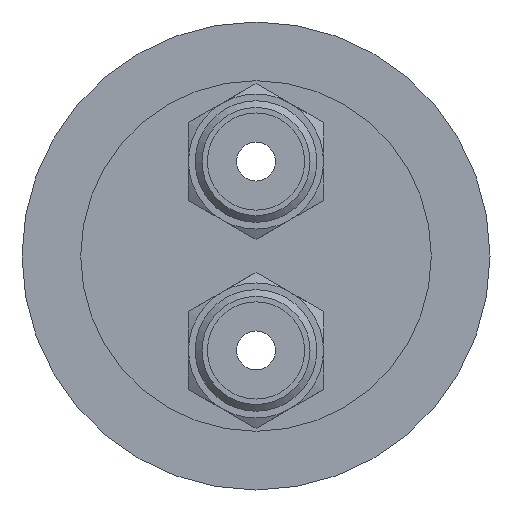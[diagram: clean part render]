
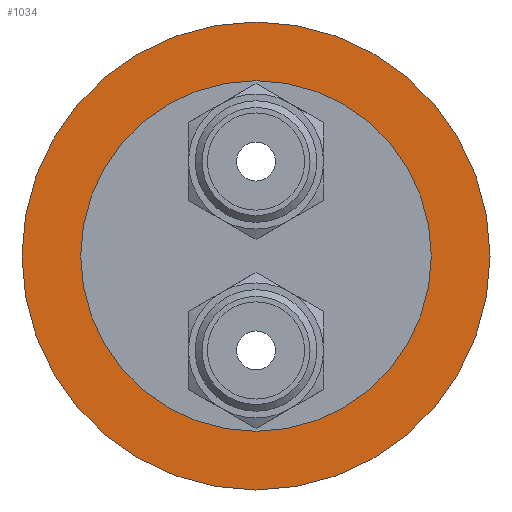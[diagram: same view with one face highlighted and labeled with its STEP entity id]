
A CAD part, front view. The second image highlights one B-rep face of the part: STEP entity #1034.
In plain terms, the highlighted planar face has unit normal (0, -1, 0).
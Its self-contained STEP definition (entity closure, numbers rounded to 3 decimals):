
#195=FACE_BOUND('',#317,.T.);
#215=PLANE('',#1306);
#248=FACE_OUTER_BOUND('',#316,.T.);
#316=EDGE_LOOP('',(#786,#787));
#317=EDGE_LOOP('',(#788,#789));
#453=CIRCLE('',#1294,27.5);
#454=CIRCLE('',#1295,27.5);
#459=CIRCLE('',#1304,20.6);
#460=CIRCLE('',#1305,20.6);
#530=VERTEX_POINT('',#1842);
#531=VERTEX_POINT('',#1844);
#536=VERTEX_POINT('',#1860);
#537=VERTEX_POINT('',#1862);
#624=EDGE_CURVE('',#530,#531,#453,.T.);
#625=EDGE_CURVE('',#531,#530,#454,.T.);
#632=EDGE_CURVE('',#537,#536,#459,.T.);
#633=EDGE_CURVE('',#536,#537,#460,.T.);
#786=ORIENTED_EDGE('',*,*,#625,.F.);
#787=ORIENTED_EDGE('',*,*,#624,.F.);
#788=ORIENTED_EDGE('',*,*,#632,.T.);
#789=ORIENTED_EDGE('',*,*,#633,.T.);
#1034=ADVANCED_FACE('',(#248,#195),#215,.T.);
#1294=AXIS2_PLACEMENT_3D('',#1845,#1489,#1490);
#1295=AXIS2_PLACEMENT_3D('',#1846,#1491,#1492);
#1304=AXIS2_PLACEMENT_3D('',#1863,#1511,#1512);
#1305=AXIS2_PLACEMENT_3D('',#1864,#1513,#1514);
#1306=AXIS2_PLACEMENT_3D('',#1865,#1515,#1516);
#1489=DIRECTION('center_axis',(0.,1.,0.));
#1490=DIRECTION('ref_axis',(1.,0.,0.));
#1491=DIRECTION('center_axis',(0.,1.,0.));
#1492=DIRECTION('ref_axis',(1.,0.,0.));
#1511=DIRECTION('center_axis',(0.,1.,0.));
#1512=DIRECTION('ref_axis',(1.,0.,0.));
#1513=DIRECTION('center_axis',(0.,1.,0.));
#1514=DIRECTION('ref_axis',(1.,0.,0.));
#1515=DIRECTION('center_axis',(0.,-1.,0.));
#1516=DIRECTION('ref_axis',(0.,0.,-1.));
#1842=CARTESIAN_POINT('',(27.5,0.,0.));
#1844=CARTESIAN_POINT('',(-27.5,0.,0.));
#1845=CARTESIAN_POINT('Origin',(0.,0.,
0.));
#1846=CARTESIAN_POINT('Origin',(0.,0.,
0.));
#1860=CARTESIAN_POINT('',(20.6,0.,0.));
#1862=CARTESIAN_POINT('',(-20.6,0.,0.));
#1863=CARTESIAN_POINT('Origin',(0.,0.,
0.));
#1864=CARTESIAN_POINT('Origin',(0.,0.,
0.));
#1865=CARTESIAN_POINT('Origin',(-27.5,0.,0.));
